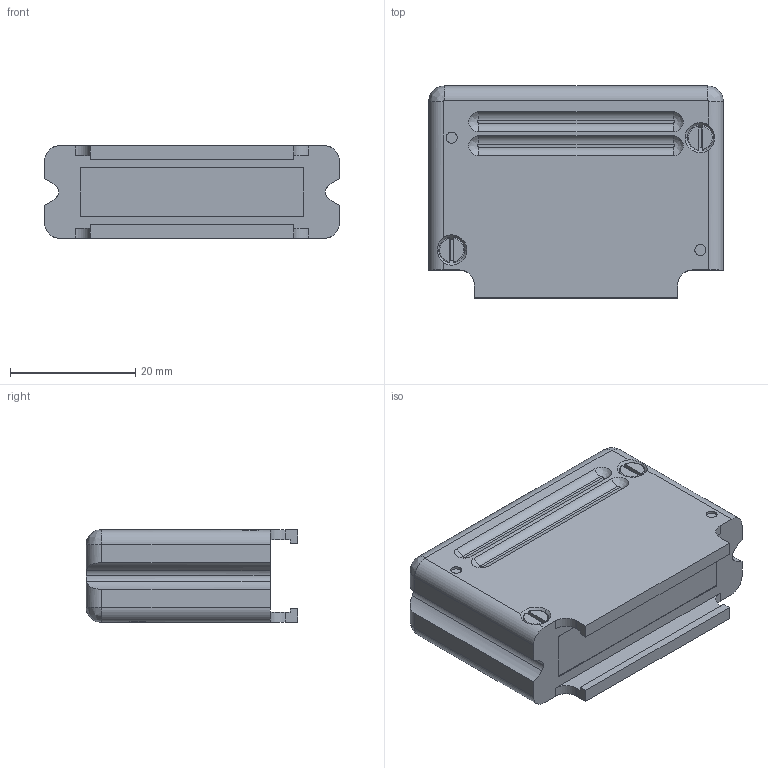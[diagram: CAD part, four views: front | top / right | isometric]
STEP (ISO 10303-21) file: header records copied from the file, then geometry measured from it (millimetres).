
FILE_DESCRIPTION (( 'STEP AP203' ), '1' );
FILE_NAME ('112714.stp', '2018-12-06T20:42:18', ( '' ), ( '' ), 'SwSTEP 2.0', 'SolidWorks 2012', '' );
FILE_SCHEMA (( 'CONFIG_CONTROL_DESIGN' ));
Length unit declared in the file: centimetre
Products named in the file (1): 112714
Bounding box: 46.99 x 33.78 x 14.73 mm (x, y, z)
Volume: 19845.4 mm3; surface area: 5691.5 mm2
Topology: 1 solids, 1 shells, 217 faces, 546 edges, 340 vertices
Faces by surface type: bspline 100, cylinder 56, plane 53, cone 8
Entity records: 13799 total; most frequent: CARTESIAN_POINT 9284, ORIENTED_EDGE 1092, DIRECTION 698, EDGE_CURVE 546, VERTEX_POINT 340, AXIS2_PLACEMENT_3D 262, EDGE_LOOP 226, FACE_OUTER_BOUND 217
